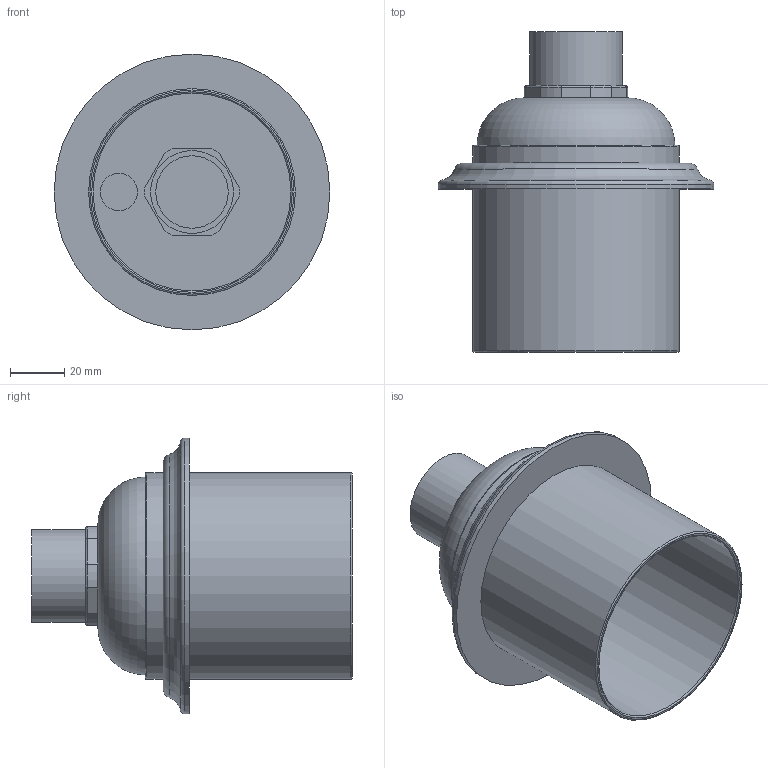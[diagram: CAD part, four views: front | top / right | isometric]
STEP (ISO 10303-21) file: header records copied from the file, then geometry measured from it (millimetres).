
FILE_DESCRIPTION(/* description */ ('This is default description.','CAx-IF Rec.Pracs.---Representation and Presentation of Product Manufacturing Information (PMI)---4.0---2014-10-13'),/* implementation_level */ '2;1');
FILE_NAME(/* name */ 'Victaulic-FP-Emitter Series 954 (Escutcheon)_0.625.stp',/* time_stamp */ '2020-01-08T17:59:10+05:00',/* author */ ('Vjadhav'),/* organization */ ('Victaulic'),/* preprocessor_version */ 'ST-DEVELOPER v17',/* originating_system */ 'Autodesk Inventor 2019',/* authorisation */ '');
FILE_SCHEMA (('AP242_MANAGED_MODEL_BASED_3D_ENGINEERING_MIM_LF { 1 0 10303 442 1 1 4 }'));
Length unit declared in the file: inch
Products named in the file (2): 954 (Escutcheon)-0.625; 954-0.625
Assembly tree (1 placements, depth 2):
  954 (Escutcheon)-0.625
    954-0.625
Bounding box: 101.6 x 118.11 x 101.6 mm (x, y, z)
Volume: 215007.9 mm3; surface area: 55304.8 mm2
Topology: 1 solids, 1 shells, 78 faces, 195 edges, 129 vertices
Faces by surface type: plane 36, cylinder 28, torus 14
Full cylindrical faces by diameter (mm): 13.716 x1, 26.67 x1, 30.48 x2, 34.087 x1, 72.898 x2, 76.2 x2, 101.6 x1
Entity records: 2659 total; most frequent: CARTESIAN_POINT 561, DIRECTION 452, ORIENTED_EDGE 390, EDGE_CURVE 195, AXIS2_PLACEMENT_3D 188, VERTEX_POINT 129, CIRCLE 107, EDGE_LOOP 88
